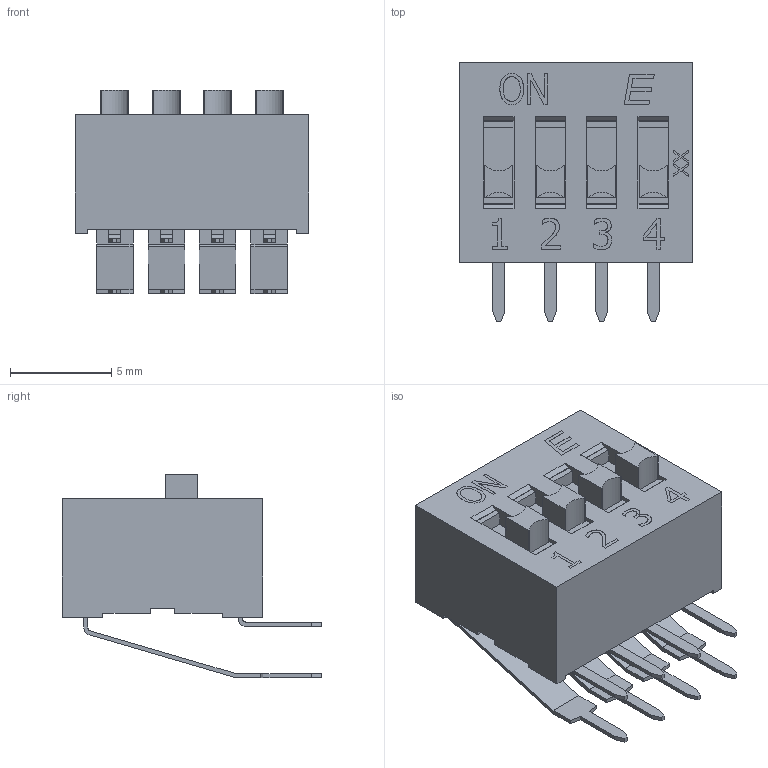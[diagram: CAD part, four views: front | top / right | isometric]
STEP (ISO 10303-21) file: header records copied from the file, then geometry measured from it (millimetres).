
FILE_DESCRIPTION(/* description */ (''),/* implementation_level */ '2;1');
FILE_NAME(/* name */ 'KAS2104E.stp',/* time_stamp */ '2021-09-15T13:09:53-05:00',/* author */ ('mwilliams'),/* organization */ (''),/* preprocessor_version */ 'ST-DEVELOPER v18',/* originating_system */ 'Autodesk Inventor 2020',/* authorisation */ '');
FILE_SCHEMA (('AUTOMOTIVE_DESIGN { 1 0 10303 214 3 1 1 }'));
Length unit declared in the file: inch
Products named in the file (1): N321041_Shrinkwrap_1
Bounding box: 11.52 x 12.8 x 10.04 mm (x, y, z)
Volume: 630.7 mm3; surface area: 809 mm2
Topology: 9 solids, 9 shells, 425 faces, 1138 edges, 758 vertices
Faces by surface type: plane 353, bspline 40, cylinder 32
Entity records: 13876 total; most frequent: CARTESIAN_POINT 2935, ORIENTED_EDGE 2276, DIRECTION 1894, EDGE_CURVE 1138, LINE 994, VECTOR 994, VERTEX_POINT 758, EDGE_LOOP 452
